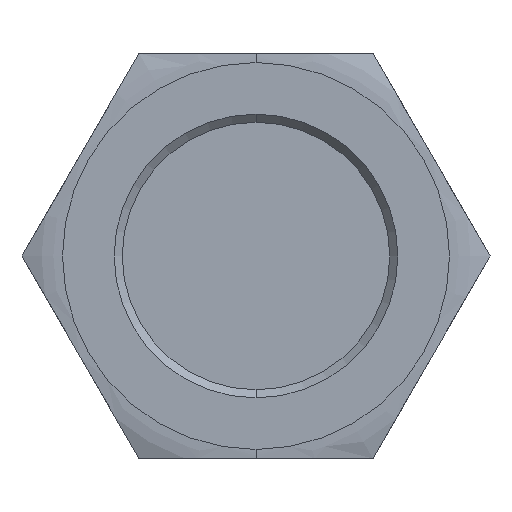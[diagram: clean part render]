
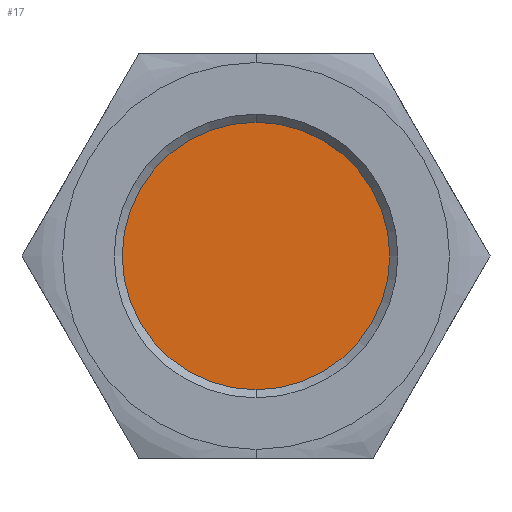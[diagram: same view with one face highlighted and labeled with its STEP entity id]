
A CAD part, front view. The second image highlights one B-rep face of the part: STEP entity #17.
In plain terms, the highlighted planar face has unit normal (0, -1, 0).
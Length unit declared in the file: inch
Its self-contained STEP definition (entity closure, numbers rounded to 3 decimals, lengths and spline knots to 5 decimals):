
#15 = EDGE_LOOP ( 'NONE', ( #56, #57 ) ) ;
#17 = ADVANCED_FACE ( 'NONE', ( #412 ), #309, .T. ) ;
#47 = EDGE_CURVE ( 'NONE', #74, #73, #330, .T. ) ;
#56 = ORIENTED_EDGE ( 'NONE', *, *, #192, .F. ) ;
#57 = ORIENTED_EDGE ( 'NONE', *, *, #47, .F. ) ;
#73 = VERTEX_POINT ( 'NONE', #359 ) ;
#74 = VERTEX_POINT ( 'NONE', #265 ) ;
#192 = EDGE_CURVE ( 'NONE', #73, #74, #597, .T. ) ;
#265 = CARTESIAN_POINT ( 'NONE',  ( 0., -0.5, 0.0825 ) ) ;
#309 = PLANE ( 'NONE',  #352 ) ;
#329 = CARTESIAN_POINT ( 'NONE',  ( 0., -0.5, 0. ) ) ;
#330 = CIRCLE ( 'NONE', #379, 0.0825 ) ;
#349 = DIRECTION ( 'NONE',  ( 0., 0., 1. ) ) ;
#350 = DIRECTION ( 'NONE',  ( 0., -1., 0. ) ) ;
#351 = CARTESIAN_POINT ( 'NONE',  ( 0., -0.5, 0. ) ) ;
#352 = AXIS2_PLACEMENT_3D ( 'NONE', #351, #350, #349 ) ;
#359 = CARTESIAN_POINT ( 'NONE',  ( 0., -0.5, -0.0825 ) ) ;
#377 = DIRECTION ( 'NONE',  ( 0., 0., 1. ) ) ;
#378 = DIRECTION ( 'NONE',  ( 0., 1., 0. ) ) ;
#379 = AXIS2_PLACEMENT_3D ( 'NONE', #329, #378, #377 ) ;
#412 = FACE_OUTER_BOUND ( 'NONE', #15, .T. ) ;
#587 = DIRECTION ( 'NONE',  ( 0., 0., 1. ) ) ;
#588 = DIRECTION ( 'NONE',  ( 0., 1., 0. ) ) ;
#589 = CARTESIAN_POINT ( 'NONE',  ( 0., -0.5, 0. ) ) ;
#590 = AXIS2_PLACEMENT_3D ( 'NONE', #589, #588, #587 ) ;
#597 = CIRCLE ( 'NONE', #590, 0.0825 ) ;
